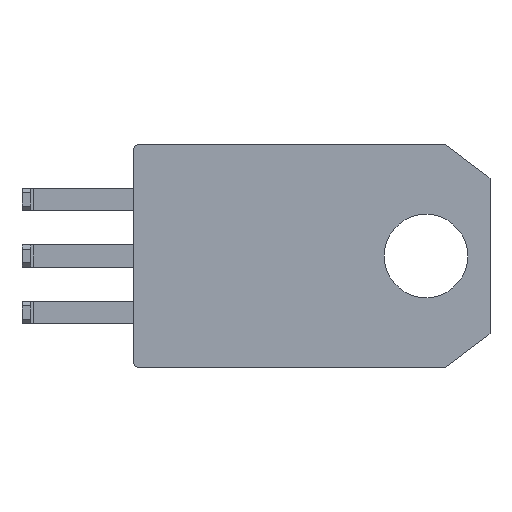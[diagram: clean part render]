
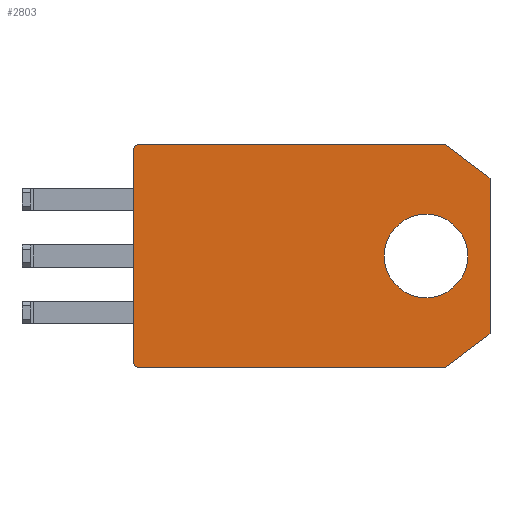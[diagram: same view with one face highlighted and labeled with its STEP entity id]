
A CAD part, front view. The second image highlights one B-rep face of the part: STEP entity #2803.
In plain terms, the highlighted planar face has unit normal (0, -1, 0).
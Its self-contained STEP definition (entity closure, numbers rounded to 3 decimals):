
#52 = VECTOR ( 'NONE', #1981, 1000. ) ;
#57 = VECTOR ( 'NONE', #1983, 1000. ) ;
#68 = VERTEX_POINT ( 'NONE', #395 ) ;
#95 = VERTEX_POINT ( 'NONE', #401 ) ;
#127 = VECTOR ( 'NONE', #2009, 1000. ) ;
#241 = CARTESIAN_POINT ( 'NONE',  ( 16., 0., -1.5 ) ) ;
#252 = CARTESIAN_POINT ( 'NONE',  ( 14., 0., 0. ) ) ;
#276 = CARTESIAN_POINT ( 'NONE',  ( 0.25, 0., -10. ) ) ;
#327 = CARTESIAN_POINT ( 'NONE',  ( 16., 0., -8.5 ) ) ;
#343 = CARTESIAN_POINT ( 'NONE',  ( 0.25, 0., 0. ) ) ;
#362 = CARTESIAN_POINT ( 'NONE',  ( 0., 0., -0.25 ) ) ;
#364 = CARTESIAN_POINT ( 'NONE',  ( 14., 0., -10. ) ) ;
#375 = CARTESIAN_POINT ( 'NONE',  ( 0., 0., -9.75 ) ) ;
#395 = CARTESIAN_POINT ( 'NONE',  ( 13.125, 0., -6.875 ) ) ;
#401 = CARTESIAN_POINT ( 'NONE',  ( 13.125, 0., -3.125 ) ) ;
#591 = VECTOR ( 'NONE', #2021, 1000. ) ;
#593 = AXIS2_PLACEMENT_3D ( 'NONE', #2018, #2017, #2016 ) ;
#596 = VECTOR ( 'NONE', #2013, 1000. ) ;
#657 = CIRCLE ( 'NONE', #593, 0.25 ) ;
#705 = CIRCLE ( 'NONE', #796, 0.25 ) ;
#791 = VECTOR ( 'NONE', #2101, 1000. ) ;
#796 = AXIS2_PLACEMENT_3D ( 'NONE', #2072, #2071, #2069 ) ;
#827 = VERTEX_POINT ( 'NONE', #327 ) ;
#828 = VERTEX_POINT ( 'NONE', #375 ) ;
#833 = VERTEX_POINT ( 'NONE', #362 ) ;
#835 = VERTEX_POINT ( 'NONE', #364 ) ;
#875 = VERTEX_POINT ( 'NONE', #343 ) ;
#879 = VERTEX_POINT ( 'NONE', #252 ) ;
#883 = VERTEX_POINT ( 'NONE', #276 ) ;
#894 = VERTEX_POINT ( 'NONE', #241 ) ;
#1106 = EDGE_LOOP ( 'NONE', ( #1229, #1230, #1228, #1231, #1232, #1233, #1234, #1235 ) ) ;
#1118 = EDGE_LOOP ( 'NONE', ( #1238, #1237 ) ) ;
#1228 = ORIENTED_EDGE ( 'NONE', *, *, #2371, .F. ) ;
#1229 = ORIENTED_EDGE ( 'NONE', *, *, #2367, .F. ) ;
#1230 = ORIENTED_EDGE ( 'NONE', *, *, #2325, .T. ) ;
#1231 = ORIENTED_EDGE ( 'NONE', *, *, #2355, .F. ) ;
#1232 = ORIENTED_EDGE ( 'NONE', *, *, #2357, .F. ) ;
#1233 = ORIENTED_EDGE ( 'NONE', *, *, #2308, .F. ) ;
#1234 = ORIENTED_EDGE ( 'NONE', *, *, #2352, .F. ) ;
#1235 = ORIENTED_EDGE ( 'NONE', *, *, #2354, .T. ) ;
#1237 = ORIENTED_EDGE ( 'NONE', *, *, #2460, .T. ) ;
#1238 = ORIENTED_EDGE ( 'NONE', *, *, #2827, .T. ) ;
#1478 = CIRCLE ( 'NONE', #1485, 1.875 ) ;
#1485 = AXIS2_PLACEMENT_3D ( 'NONE', #1823, #1821, #1815 ) ;
#1513 = AXIS2_PLACEMENT_3D ( 'NONE', #1726, #1725, #1723 ) ;
#1531 = CIRCLE ( 'NONE', #1562, 1.875 ) ;
#1562 = AXIS2_PLACEMENT_3D ( 'NONE', #2122, #2121, #2128 ) ;
#1723 = DIRECTION ( 'NONE',  ( 0., 0., 1. ) ) ;
#1725 = DIRECTION ( 'NONE',  ( 0., 1., 0. ) ) ;
#1726 = CARTESIAN_POINT ( 'NONE',  ( 0., 0., 0. ) ) ;
#1727 = PLANE ( 'NONE',  #1513 ) ;
#1815 = DIRECTION ( 'NONE',  ( 0., 0., 1. ) ) ;
#1821 = DIRECTION ( 'NONE',  ( 0., 1., 0. ) ) ;
#1823 = CARTESIAN_POINT ( 'NONE',  ( 13.125, 0., -5. ) ) ;
#1981 = DIRECTION ( 'NONE',  ( 0., 0., 1. ) ) ;
#1983 = DIRECTION ( 'NONE',  ( -1., 0., 0. ) ) ;
#1984 = CARTESIAN_POINT ( 'NONE',  ( 14., 0., -10. ) ) ;
#1988 = CARTESIAN_POINT ( 'NONE',  ( 0., 0., -10. ) ) ;
#2009 = DIRECTION ( 'NONE',  ( 0., 0., -1. ) ) ;
#2010 = CARTESIAN_POINT ( 'NONE',  ( 16., 0., -1.5 ) ) ;
#2013 = DIRECTION ( 'NONE',  ( -0.8, 0., -0.6 ) ) ;
#2015 = CARTESIAN_POINT ( 'NONE',  ( 14., 0., -10. ) ) ;
#2016 = DIRECTION ( 'NONE',  ( 0., 0., 1. ) ) ;
#2017 = DIRECTION ( 'NONE',  ( 0., -1., 0. ) ) ;
#2018 = CARTESIAN_POINT ( 'NONE',  ( 0.25, 0., -0.25 ) ) ;
#2021 = DIRECTION ( 'NONE',  ( 1., 0., 0. ) ) ;
#2022 = CARTESIAN_POINT ( 'NONE',  ( 0., 0., 0. ) ) ;
#2069 = DIRECTION ( 'NONE',  ( 0., 0., 1. ) ) ;
#2071 = DIRECTION ( 'NONE',  ( 0., -1., 0. ) ) ;
#2072 = CARTESIAN_POINT ( 'NONE',  ( 0.25, 0., -9.75 ) ) ;
#2101 = DIRECTION ( 'NONE',  ( 0.8, 0., -0.6 ) ) ;
#2102 = CARTESIAN_POINT ( 'NONE',  ( 14., 0., 0. ) ) ;
#2121 = DIRECTION ( 'NONE',  ( 0., 1., 0. ) ) ;
#2122 = CARTESIAN_POINT ( 'NONE',  ( 13.125, 0., -5. ) ) ;
#2128 = DIRECTION ( 'NONE',  ( 0., 0., 1. ) ) ;
#2308 = EDGE_CURVE ( 'NONE', #879, #894, #2535, .T. ) ;
#2325 = EDGE_CURVE ( 'NONE', #828, #883, #705, .T. ) ;
#2352 = EDGE_CURVE ( 'NONE', #875, #879, #2558, .T. ) ;
#2354 = EDGE_CURVE ( 'NONE', #875, #833, #657, .T. ) ;
#2355 = EDGE_CURVE ( 'NONE', #827, #835, #2560, .T. ) ;
#2357 = EDGE_CURVE ( 'NONE', #894, #827, #2562, .T. ) ;
#2367 = EDGE_CURVE ( 'NONE', #828, #833, #2567, .T. ) ;
#2371 = EDGE_CURVE ( 'NONE', #835, #883, #2569, .T. ) ;
#2460 = EDGE_CURVE ( 'NONE', #95, #68, #1478, .T. ) ;
#2535 = LINE ( 'NONE', #2102, #791 ) ;
#2558 = LINE ( 'NONE', #2022, #591 ) ;
#2560 = LINE ( 'NONE', #2015, #596 ) ;
#2562 = LINE ( 'NONE', #2010, #127 ) ;
#2567 = LINE ( 'NONE', #1988, #52 ) ;
#2569 = LINE ( 'NONE', #1984, #57 ) ;
#2656 = FACE_OUTER_BOUND ( 'NONE', #1106, .T. ) ;
#2657 = FACE_BOUND ( 'NONE', #1118, .T. ) ;
#2803 = ADVANCED_FACE ( 'NONE', ( #2656, #2657 ), #1727, .F. ) ;
#2827 = EDGE_CURVE ( 'NONE', #68, #95, #1531, .T. ) ;
